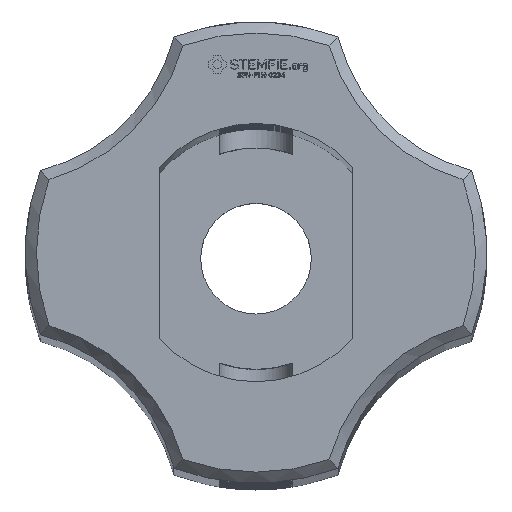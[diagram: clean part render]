
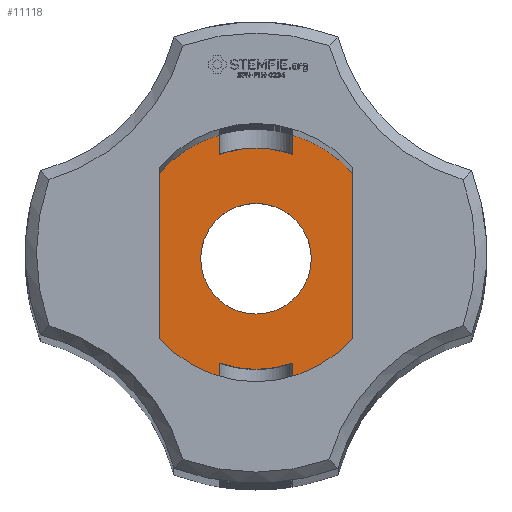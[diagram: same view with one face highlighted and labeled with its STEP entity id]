
A CAD part, top view. The second image highlights one B-rep face of the part: STEP entity #11118.
In plain terms, the highlighted planar face has unit normal (0, 0, 1).
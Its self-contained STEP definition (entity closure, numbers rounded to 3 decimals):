
#3269 = VERTEX_POINT('',#3270);
#3270 = CARTESIAN_POINT('',(2.829,0.998,11.));
#3293 = EDGE_CURVE('',#3294,#3269,#3296,.T.);
#3294 = VERTEX_POINT('',#3295);
#3295 = CARTESIAN_POINT('',(2.625,0.998,11.));
#3296 = LINE('',#3297,#3298);
#3297 = CARTESIAN_POINT('',(108.788,0.998,11.));
#3298 = VECTOR('',#3299,1.);
#3299 = DIRECTION('',(1.,0.,0.));
#3302 = VERTEX_POINT('',#3303);
#3303 = CARTESIAN_POINT('',(2.625,-0.998,11.));
#3310 = EDGE_CURVE('',#3302,#3311,#3313,.T.);
#3311 = VERTEX_POINT('',#3312);
#3312 = CARTESIAN_POINT('',(2.829,-0.998,11.));
#3313 = LINE('',#3314,#3315);
#3314 = CARTESIAN_POINT('',(108.788,-0.998,11.));
#3315 = VECTOR('',#3316,1.);
#3316 = DIRECTION('',(1.,0.,0.));
#10977 = EDGE_CURVE('',#10978,#3294,#10980,.T.);
#10978 = VERTEX_POINT('',#10979);
#10979 = CARTESIAN_POINT('',(2.625,2.315,11.));
#10980 = LINE('',#10981,#10982);
#10981 = CARTESIAN_POINT('',(2.625,2.315,11.));
#10982 = VECTOR('',#10983,1.);
#10983 = DIRECTION('',(0.,-1.,0.));
#10993 = VERTEX_POINT('',#10994);
#10994 = CARTESIAN_POINT('',(2.625,-2.315,11.));
#11000 = EDGE_CURVE('',#3302,#10993,#11001,.T.);
#11001 = LINE('',#11002,#11003);
#11002 = CARTESIAN_POINT('',(2.625,2.315,11.));
#11003 = VECTOR('',#11004,1.);
#11004 = DIRECTION('',(0.,-1.,0.));
#11105 = EDGE_CURVE('',#3269,#3311,#11106,.T.);
#11106 = CIRCLE('',#11107,3.);
#11107 = AXIS2_PLACEMENT_3D('',#11108,#11109,#11110);
#11108 = CARTESIAN_POINT('',(0.,0.,11.));
#11109 = DIRECTION('',(0.,0.,-1.));
#11110 = DIRECTION('',(0.,1.,0.));
#11118 = ADVANCED_FACE('',(#11119,#11260),#11271,.T.);
#11119 = FACE_BOUND('',#11120,.T.);
#11120 = EDGE_LOOP('',(#11121,#11122,#11123,#11124,#11125,#11134,#11142,
    #11151,#11160,#11168,#11177,#11185,#11193,#11202,#11210,#11218,
    #11227,#11235,#11244,#11252,#11259));
#11121 = ORIENTED_EDGE('',*,*,#3310,.T.);
#11122 = ORIENTED_EDGE('',*,*,#11105,.F.);
#11123 = ORIENTED_EDGE('',*,*,#3293,.F.);
#11124 = ORIENTED_EDGE('',*,*,#10977,.F.);
#11125 = ORIENTED_EDGE('',*,*,#11126,.T.);
#11126 = EDGE_CURVE('',#10978,#11127,#11129,.T.);
#11127 = VERTEX_POINT('',#11128);
#11128 = CARTESIAN_POINT('',(0.998,3.355,11.));
#11129 = CIRCLE('',#11130,3.5);
#11130 = AXIS2_PLACEMENT_3D('',#11131,#11132,#11133);
#11131 = CARTESIAN_POINT('',(0.,0.,11.)
  );
#11132 = DIRECTION('',(0.,0.,1.));
#11133 = DIRECTION('',(1.,0.,0.));
#11134 = ORIENTED_EDGE('',*,*,#11135,.T.);
#11135 = EDGE_CURVE('',#11127,#11136,#11138,.T.);
#11136 = VERTEX_POINT('',#11137);
#11137 = CARTESIAN_POINT('',(0.998,2.829,11.));
#11138 = LINE('',#11139,#11140);
#11139 = CARTESIAN_POINT('',(0.998,-108.788,11.));
#11140 = VECTOR('',#11141,1.);
#11141 = DIRECTION('',(0.,-1.,0.));
#11142 = ORIENTED_EDGE('',*,*,#11143,.F.);
#11143 = EDGE_CURVE('',#11144,#11136,#11146,.T.);
#11144 = VERTEX_POINT('',#11145);
#11145 = CARTESIAN_POINT('',(0.,3.,11.));
#11146 = CIRCLE('',#11147,3.);
#11147 = AXIS2_PLACEMENT_3D('',#11148,#11149,#11150);
#11148 = CARTESIAN_POINT('',(0.,0.,11.));
#11149 = DIRECTION('',(0.,0.,-1.));
#11150 = DIRECTION('',(0.,1.,0.));
#11151 = ORIENTED_EDGE('',*,*,#11152,.F.);
#11152 = EDGE_CURVE('',#11153,#11144,#11155,.T.);
#11153 = VERTEX_POINT('',#11154);
#11154 = CARTESIAN_POINT('',(-0.998,2.829,11.));
#11155 = CIRCLE('',#11156,3.);
#11156 = AXIS2_PLACEMENT_3D('',#11157,#11158,#11159);
#11157 = CARTESIAN_POINT('',(0.,0.,11.));
#11158 = DIRECTION('',(0.,0.,-1.));
#11159 = DIRECTION('',(0.,1.,0.));
#11160 = ORIENTED_EDGE('',*,*,#11161,.F.);
#11161 = EDGE_CURVE('',#11162,#11153,#11164,.T.);
#11162 = VERTEX_POINT('',#11163);
#11163 = CARTESIAN_POINT('',(-0.998,3.355,11.));
#11164 = LINE('',#11165,#11166);
#11165 = CARTESIAN_POINT('',(-0.998,-108.788,11.));
#11166 = VECTOR('',#11167,1.);
#11167 = DIRECTION('',(0.,-1.,0.));
#11168 = ORIENTED_EDGE('',*,*,#11169,.T.);
#11169 = EDGE_CURVE('',#11162,#11170,#11172,.T.);
#11170 = VERTEX_POINT('',#11171);
#11171 = CARTESIAN_POINT('',(-2.625,2.315,11.));
#11172 = CIRCLE('',#11173,3.5);
#11173 = AXIS2_PLACEMENT_3D('',#11174,#11175,#11176);
#11174 = CARTESIAN_POINT('',(0.,0.,11.)
  );
#11175 = DIRECTION('',(0.,0.,1.));
#11176 = DIRECTION('',(1.,0.,0.));
#11177 = ORIENTED_EDGE('',*,*,#11178,.T.);
#11178 = EDGE_CURVE('',#11170,#11179,#11181,.T.);
#11179 = VERTEX_POINT('',#11180);
#11180 = CARTESIAN_POINT('',(-2.625,0.998,11.));
#11181 = LINE('',#11182,#11183);
#11182 = CARTESIAN_POINT('',(-2.625,2.315,11.));
#11183 = VECTOR('',#11184,1.);
#11184 = DIRECTION('',(0.,-1.,0.));
#11185 = ORIENTED_EDGE('',*,*,#11186,.F.);
#11186 = EDGE_CURVE('',#11187,#11179,#11189,.T.);
#11187 = VERTEX_POINT('',#11188);
#11188 = CARTESIAN_POINT('',(-2.829,0.998,11.));
#11189 = LINE('',#11190,#11191);
#11190 = CARTESIAN_POINT('',(108.788,0.998,11.));
#11191 = VECTOR('',#11192,1.);
#11192 = DIRECTION('',(1.,0.,0.));
#11193 = ORIENTED_EDGE('',*,*,#11194,.F.);
#11194 = EDGE_CURVE('',#11195,#11187,#11197,.T.);
#11195 = VERTEX_POINT('',#11196);
#11196 = CARTESIAN_POINT('',(-2.829,-0.998,11.));
#11197 = CIRCLE('',#11198,3.);
#11198 = AXIS2_PLACEMENT_3D('',#11199,#11200,#11201);
#11199 = CARTESIAN_POINT('',(0.,0.,11.));
#11200 = DIRECTION('',(0.,0.,-1.));
#11201 = DIRECTION('',(0.,1.,0.));
#11202 = ORIENTED_EDGE('',*,*,#11203,.T.);
#11203 = EDGE_CURVE('',#11195,#11204,#11206,.T.);
#11204 = VERTEX_POINT('',#11205);
#11205 = CARTESIAN_POINT('',(-2.625,-0.998,11.));
#11206 = LINE('',#11207,#11208);
#11207 = CARTESIAN_POINT('',(108.788,-0.998,11.));
#11208 = VECTOR('',#11209,1.);
#11209 = DIRECTION('',(1.,0.,0.));
#11210 = ORIENTED_EDGE('',*,*,#11211,.T.);
#11211 = EDGE_CURVE('',#11204,#11212,#11214,.T.);
#11212 = VERTEX_POINT('',#11213);
#11213 = CARTESIAN_POINT('',(-2.625,-2.315,11.));
#11214 = LINE('',#11215,#11216);
#11215 = CARTESIAN_POINT('',(-2.625,2.315,11.));
#11216 = VECTOR('',#11217,1.);
#11217 = DIRECTION('',(0.,-1.,0.));
#11218 = ORIENTED_EDGE('',*,*,#11219,.T.);
#11219 = EDGE_CURVE('',#11212,#11220,#11222,.T.);
#11220 = VERTEX_POINT('',#11221);
#11221 = CARTESIAN_POINT('',(-0.998,-3.355,11.));
#11222 = CIRCLE('',#11223,3.5);
#11223 = AXIS2_PLACEMENT_3D('',#11224,#11225,#11226);
#11224 = CARTESIAN_POINT('',(0.,0.,11.)
  );
#11225 = DIRECTION('',(0.,0.,1.));
#11226 = DIRECTION('',(1.,0.,0.));
#11227 = ORIENTED_EDGE('',*,*,#11228,.F.);
#11228 = EDGE_CURVE('',#11229,#11220,#11231,.T.);
#11229 = VERTEX_POINT('',#11230);
#11230 = CARTESIAN_POINT('',(-0.998,-2.829,11.));
#11231 = LINE('',#11232,#11233);
#11232 = CARTESIAN_POINT('',(-0.998,-108.788,11.));
#11233 = VECTOR('',#11234,1.);
#11234 = DIRECTION('',(0.,-1.,0.));
#11235 = ORIENTED_EDGE('',*,*,#11236,.F.);
#11236 = EDGE_CURVE('',#11237,#11229,#11239,.T.);
#11237 = VERTEX_POINT('',#11238);
#11238 = CARTESIAN_POINT('',(0.998,-2.829,11.));
#11239 = CIRCLE('',#11240,3.);
#11240 = AXIS2_PLACEMENT_3D('',#11241,#11242,#11243);
#11241 = CARTESIAN_POINT('',(0.,0.,11.));
#11242 = DIRECTION('',(0.,0.,-1.));
#11243 = DIRECTION('',(0.,1.,0.));
#11244 = ORIENTED_EDGE('',*,*,#11245,.T.);
#11245 = EDGE_CURVE('',#11237,#11246,#11248,.T.);
#11246 = VERTEX_POINT('',#11247);
#11247 = CARTESIAN_POINT('',(0.998,-3.355,11.));
#11248 = LINE('',#11249,#11250);
#11249 = CARTESIAN_POINT('',(0.998,-108.788,11.));
#11250 = VECTOR('',#11251,1.);
#11251 = DIRECTION('',(0.,-1.,0.));
#11252 = ORIENTED_EDGE('',*,*,#11253,.T.);
#11253 = EDGE_CURVE('',#11246,#10993,#11254,.T.);
#11254 = CIRCLE('',#11255,3.5);
#11255 = AXIS2_PLACEMENT_3D('',#11256,#11257,#11258);
#11256 = CARTESIAN_POINT('',(0.,0.,11.)
  );
#11257 = DIRECTION('',(0.,0.,1.));
#11258 = DIRECTION('',(1.,0.,0.));
#11259 = ORIENTED_EDGE('',*,*,#11000,.F.);
#11260 = FACE_BOUND('',#11261,.T.);
#11261 = EDGE_LOOP('',(#11262));
#11262 = ORIENTED_EDGE('',*,*,#11263,.T.);
#11263 = EDGE_CURVE('',#11264,#11264,#11266,.T.);
#11264 = VERTEX_POINT('',#11265);
#11265 = CARTESIAN_POINT('',(0.,1.5,11.));
#11266 = CIRCLE('',#11267,1.5);
#11267 = AXIS2_PLACEMENT_3D('',#11268,#11269,#11270);
#11268 = CARTESIAN_POINT('',(0.,0.,11.));
#11269 = DIRECTION('',(0.,0.,-1.));
#11270 = DIRECTION('',(0.,1.,0.));
#11271 = PLANE('',#11272);
#11272 = AXIS2_PLACEMENT_3D('',#11273,#11274,#11275);
#11273 = CARTESIAN_POINT('',(0.,0.001,11.)
  );
#11274 = DIRECTION('',(0.,0.,1.));
#11275 = DIRECTION('',(0.,1.,0.));
